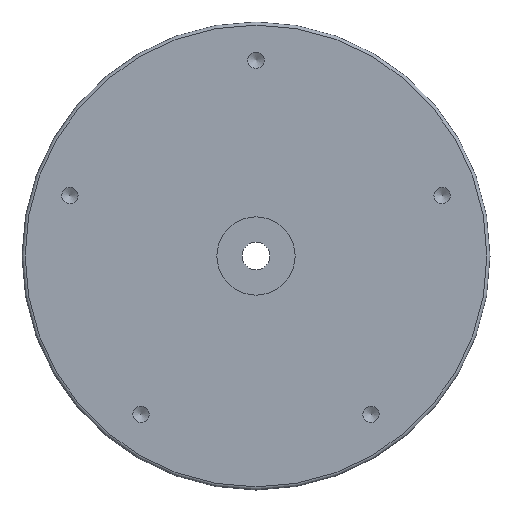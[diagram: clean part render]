
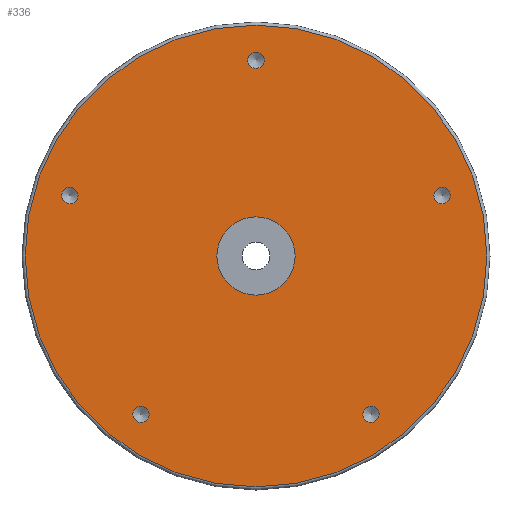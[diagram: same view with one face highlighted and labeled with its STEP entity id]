
A CAD part, front view. The second image highlights one B-rep face of the part: STEP entity #336.
In plain terms, the highlighted planar face has unit normal (0, -1, 0).
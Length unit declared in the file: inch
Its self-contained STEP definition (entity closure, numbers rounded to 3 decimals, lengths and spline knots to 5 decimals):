
#31=PLANE('',#397);
#58=FACE_BOUND('',#151,.T.);
#59=FACE_BOUND('',#152,.T.);
#60=FACE_BOUND('',#153,.T.);
#61=FACE_BOUND('',#154,.T.);
#62=FACE_BOUND('',#155,.T.);
#63=FACE_BOUND('',#156,.T.);
#64=FACE_BOUND('',#157,.T.);
#151=EDGE_LOOP('',(#296));
#152=EDGE_LOOP('',(#297));
#153=EDGE_LOOP('',(#298));
#154=EDGE_LOOP('',(#299));
#155=EDGE_LOOP('',(#300));
#156=EDGE_LOOP('',(#301));
#157=EDGE_LOOP('',(#302));
#159=CIRCLE('',#343,0.078);
#161=CIRCLE('',#347,0.078);
#163=CIRCLE('',#351,0.078);
#165=CIRCLE('',#355,0.078);
#167=CIRCLE('',#359,0.078);
#170=CIRCLE('',#364,0.375);
#186=CIRCLE('',#396,2.212);
#188=VERTEX_POINT('',#527);
#190=VERTEX_POINT('',#533);
#192=VERTEX_POINT('',#539);
#194=VERTEX_POINT('',#545);
#196=VERTEX_POINT('',#551);
#199=VERTEX_POINT('',#559);
#215=VERTEX_POINT('',#607);
#217=EDGE_CURVE('',#188,#188,#159,.T.);
#219=EDGE_CURVE('',#190,#190,#161,.T.);
#221=EDGE_CURVE('',#192,#192,#163,.T.);
#223=EDGE_CURVE('',#194,#194,#165,.T.);
#225=EDGE_CURVE('',#196,#196,#167,.T.);
#228=EDGE_CURVE('',#199,#199,#170,.T.);
#244=EDGE_CURVE('',#215,#215,#186,.T.);
#296=ORIENTED_EDGE('',*,*,#217,.T.);
#297=ORIENTED_EDGE('',*,*,#219,.T.);
#298=ORIENTED_EDGE('',*,*,#221,.T.);
#299=ORIENTED_EDGE('',*,*,#223,.T.);
#300=ORIENTED_EDGE('',*,*,#225,.T.);
#301=ORIENTED_EDGE('',*,*,#228,.T.);
#302=ORIENTED_EDGE('',*,*,#244,.F.);
#336=ADVANCED_FACE('',(#58,#59,#60,#61,#62,#63,#64),#31,.T.);
#343=AXIS2_PLACEMENT_3D('',#528,#408,#409);
#347=AXIS2_PLACEMENT_3D('',#534,#416,#417);
#351=AXIS2_PLACEMENT_3D('',#540,#424,#425);
#355=AXIS2_PLACEMENT_3D('',#546,#432,#433);
#359=AXIS2_PLACEMENT_3D('',#552,#440,#441);
#364=AXIS2_PLACEMENT_3D('',#560,#450,#451);
#396=AXIS2_PLACEMENT_3D('',#608,#514,#515);
#397=AXIS2_PLACEMENT_3D('',#609,#516,#517);
#408=DIRECTION('center_axis',(0.,1.,0.));
#409=DIRECTION('ref_axis',(0.309,0.,0.951));
#416=DIRECTION('center_axis',(0.,1.,0.));
#417=DIRECTION('ref_axis',(-0.809,0.,0.588));
#424=DIRECTION('center_axis',(0.,1.,0.));
#425=DIRECTION('ref_axis',(-0.809,0.,-0.588));
#432=DIRECTION('center_axis',(0.,1.,0.));
#433=DIRECTION('ref_axis',(0.309,0.,-0.951));
#440=DIRECTION('center_axis',(0.,1.,0.));
#441=DIRECTION('ref_axis',(1.,0.,0.));
#450=DIRECTION('center_axis',(0.,1.,0.));
#451=DIRECTION('ref_axis',(1.,0.,0.));
#514=DIRECTION('center_axis',(0.,1.,0.));
#515=DIRECTION('ref_axis',(-1.,0.,0.));
#516=DIRECTION('center_axis',(0.,-1.,0.));
#517=DIRECTION('ref_axis',(0.,0.,-1.));
#527=CARTESIAN_POINT('',(-1.75913,-9.0815,0.65359));
#528=CARTESIAN_POINT('Origin',(-1.78323,-9.0815,0.57941));
#533=CARTESIAN_POINT('',(-1.1652,-9.0815,-1.47106));
#534=CARTESIAN_POINT('Origin',(-1.1021,-9.0815,-1.51691));
#539=CARTESIAN_POINT('',(1.03899,-9.0815,-1.56275));
#540=CARTESIAN_POINT('Origin',(1.1021,-9.0815,-1.51691));
#545=CARTESIAN_POINT('',(1.80733,-9.0815,0.50522));
#546=CARTESIAN_POINT('Origin',(1.78323,-9.0815,0.57941));
#551=CARTESIAN_POINT('',(0.078,-9.0815,1.875));
#552=CARTESIAN_POINT('Origin',(0.,-9.0815,1.875));
#559=CARTESIAN_POINT('',(0.375,-9.0815,0.));
#560=CARTESIAN_POINT('Origin',(0.,-9.0815,0.));
#607=CARTESIAN_POINT('',(2.212,-9.0815,0.));
#608=CARTESIAN_POINT('Origin',(0.,-9.0815,0.));
#609=CARTESIAN_POINT('Origin',(0.,-9.0815,0.));
